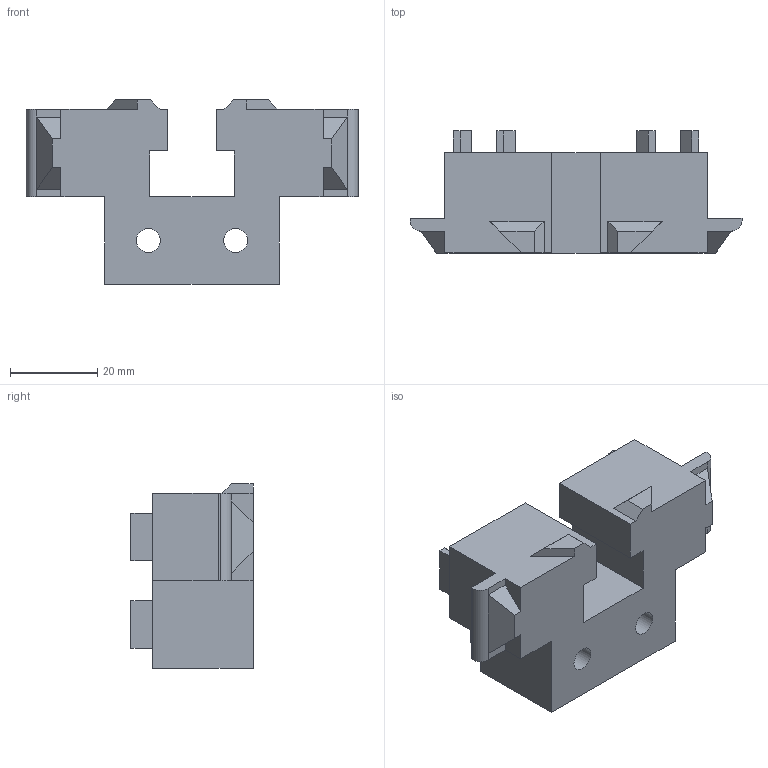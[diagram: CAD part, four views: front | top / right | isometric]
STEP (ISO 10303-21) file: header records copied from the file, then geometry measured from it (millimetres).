
FILE_DESCRIPTION(/* description */ (''),/* implementation_level */ '2;1');
FILE_NAME(/* name */ 'tensioner adapter.step',/* time_stamp */ '2021-04-13T11:21:23-05:00',/* author */ (''),/* organization */ (''),/* preprocessor_version */ 'ST-DEVELOPER v18.1',/* originating_system */ 'Autodesk Translation Framework v9.10.0.1330',/* authorisation */ '');
FILE_SCHEMA (('AUTOMOTIVE_DESIGN { 1 0 10303 214 3 1 1 }'));
Length unit declared in the file: millimetre
Products named in the file (1): adapter
Bounding box: 76 x 28 x 42.2 mm (x, y, z)
Volume: 40180.2 mm3; surface area: 11277.7 mm2
Topology: 1 solids, 1 shells, 76 faces, 206 edges, 136 vertices
Faces by surface type: plane 72, cylinder 4
Full cylindrical faces by diameter (mm): 5.5 x2
Entity records: 2387 total; most frequent: CARTESIAN_POINT 419, ORIENTED_EDGE 412, DIRECTION 368, EDGE_CURVE 206, LINE 198, VECTOR 198, VERTEX_POINT 136, AXIS2_PLACEMENT_3D 85
